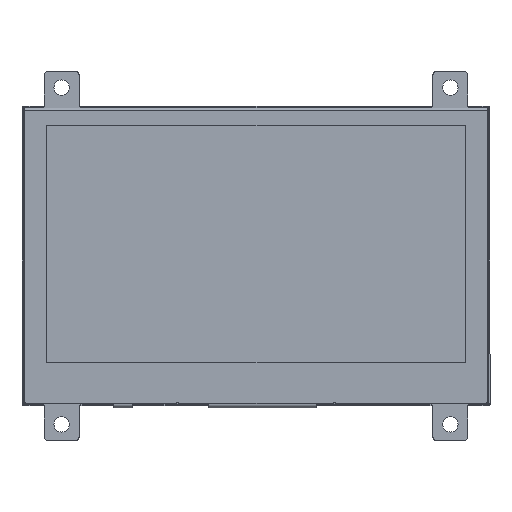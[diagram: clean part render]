
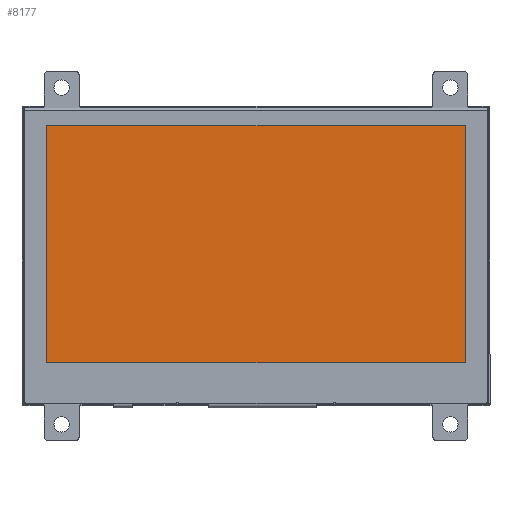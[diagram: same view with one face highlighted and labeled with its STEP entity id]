
A CAD part, top view. The second image highlights one B-rep face of the part: STEP entity #8177.
In plain terms, the highlighted planar face has unit normal (0, 0, 1).
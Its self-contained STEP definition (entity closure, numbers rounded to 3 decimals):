
#222=PLANE('',#8897);
#615=FACE_OUTER_BOUND('',#1049,.T.);
#1049=EDGE_LOOP('',(#6562,#6563,#6564,#6565));
#1657=LINE('',#12579,#2651);
#1661=LINE('',#12586,#2655);
#1664=LINE('',#12592,#2658);
#1666=LINE('',#12595,#2660);
#2651=VECTOR('',#10261,10.);
#2655=VECTOR('',#10267,10.);
#2658=VECTOR('',#10272,10.);
#2660=VECTOR('',#10276,10.);
#3839=VERTEX_POINT('',#12576);
#3840=VERTEX_POINT('',#12578);
#3842=VERTEX_POINT('',#12584);
#3844=VERTEX_POINT('',#12590);
#4813=EDGE_CURVE('',#3839,#3840,#1657,.T.);
#4817=EDGE_CURVE('',#3842,#3839,#1661,.T.);
#4820=EDGE_CURVE('',#3844,#3842,#1664,.T.);
#4822=EDGE_CURVE('',#3840,#3844,#1666,.T.);
#6562=ORIENTED_EDGE('',*,*,#4822,.F.);
#6563=ORIENTED_EDGE('',*,*,#4813,.F.);
#6564=ORIENTED_EDGE('',*,*,#4817,.F.);
#6565=ORIENTED_EDGE('',*,*,#4820,.F.);
#8177=ADVANCED_FACE('',(#615),#222,.F.);
#8897=AXIS2_PLACEMENT_3D('',#12596,#10277,#10278);
#10261=DIRECTION('',(0.,1.,0.));
#10267=DIRECTION('',(-1.,0.,0.));
#10272=DIRECTION('',(0.,-1.,0.));
#10276=DIRECTION('',(1.,0.,0.));
#10277=DIRECTION('center_axis',(0.,0.,-1.));
#10278=DIRECTION('ref_axis',(-1.,0.,0.));
#12576=CARTESIAN_POINT('',(6.434,10.516,2.65));
#12578=CARTESIAN_POINT('',(6.434,64.372,2.65));
#12579=CARTESIAN_POINT('',(6.434,10.516,2.65));
#12584=CARTESIAN_POINT('',(101.474,10.516,2.65));
#12586=CARTESIAN_POINT('',(101.474,10.516,2.65));
#12590=CARTESIAN_POINT('',(101.474,64.372,2.65));
#12592=CARTESIAN_POINT('',(101.474,64.372,2.65));
#12595=CARTESIAN_POINT('',(6.434,64.372,2.65));
#12596=CARTESIAN_POINT('Origin',(53.954,37.444,2.65));
